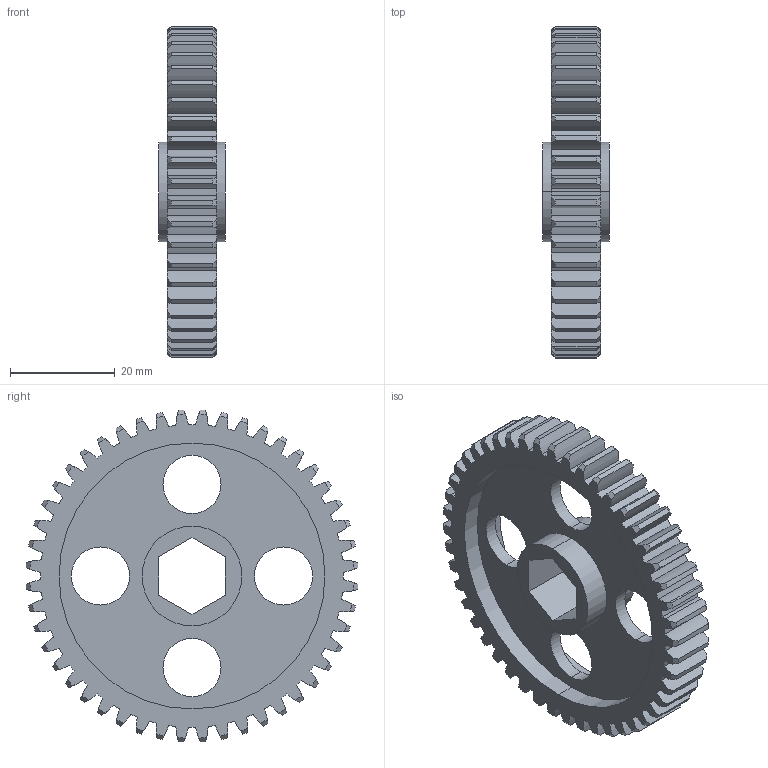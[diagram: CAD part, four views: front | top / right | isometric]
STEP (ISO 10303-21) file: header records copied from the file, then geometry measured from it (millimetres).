
FILE_DESCRIPTION (( 'STEP AP203' ), '1' );
FILE_NAME ('am-4056 48T 20DP 500hex 375 FW With Holes REV2.STEP', '2019-05-17T14:39:00', ( '' ), ( '' ), 'SwSTEP 2.0', 'SolidWorks 2019', '' );
FILE_SCHEMA (( 'CONFIG_CONTROL_DESIGN' ));
Length unit declared in the file: inch
Products named in the file (1): am-4056 48T 20DP 500hex 375 FW With Holes REV2
Bounding box: 12.7 x 63.42 x 63.42 mm (x, y, z)
Volume: 13331.2 mm3; surface area: 11027.4 mm2
Topology: 1 solids, 1 shells, 321 faces, 945 edges, 630 vertices
Faces by surface type: cylinder 213, cone 96, plane 12
Entity records: 11272 total; most frequent: CARTESIAN_POINT 2485, DIRECTION 1911, ORIENTED_EDGE 1890, EDGE_CURVE 945, AXIS2_PLACEMENT_3D 840, VERTEX_POINT 630, CIRCLE 518, EDGE_LOOP 335
